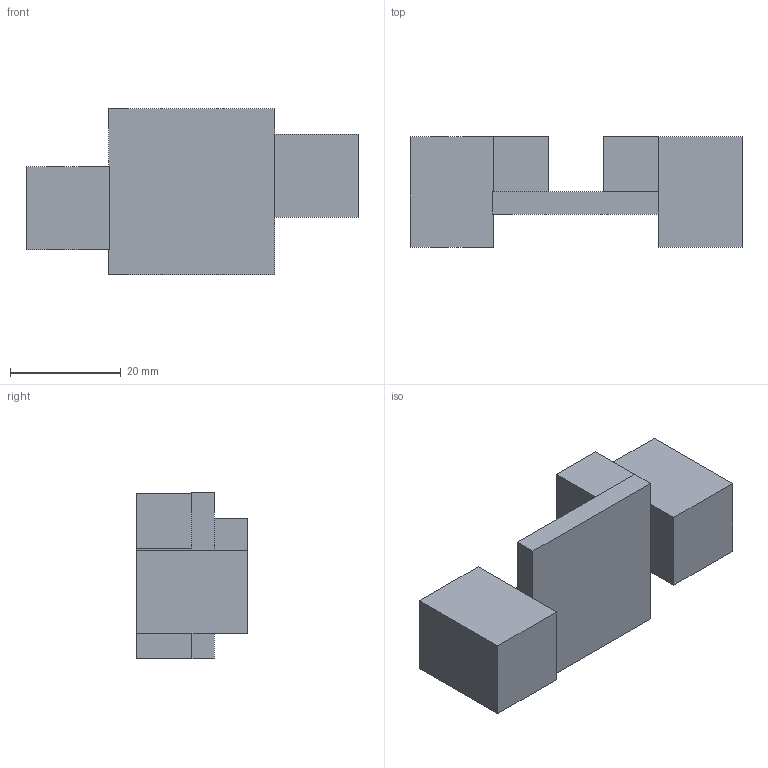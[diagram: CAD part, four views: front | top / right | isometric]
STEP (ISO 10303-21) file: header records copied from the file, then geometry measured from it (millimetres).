
FILE_DESCRIPTION (( 'STEP AP214' ), '1' );
FILE_NAME ('Ensamblaje1.STEP', '2019-08-06T20:31:06', ( '' ), ( '' ), 'SwSTEP 2.0', 'SolidWorks 2015', '' );
FILE_SCHEMA (( 'AUTOMOTIVE_DESIGN' ));
Length unit declared in the file: centimetre
Products named in the file (5): Pieza2; Ensamblaje1; Pieza1; EnsamblajeCUBO; Pieza3
Assembly tree (5 placements, depth 3):
  Ensamblaje1
    Pieza3
    EnsamblajeCUBO  x2
      Pieza1
      Pieza2
Bounding box: 60 x 20 x 30 mm (x, y, z)
Volume: 14600 mm3; surface area: 6780 mm2
Topology: 5 solids, 5 shells, 30 faces, 60 edges, 40 vertices
Faces by surface type: plane 30
Entity records: 648 total; most frequent: DIRECTION 90, CARTESIAN_POINT 87, ORIENTED_EDGE 72, LINE 36, EDGE_CURVE 36, VECTOR 36, AXIS2_PLACEMENT_3D 27, VERTEX_POINT 24
